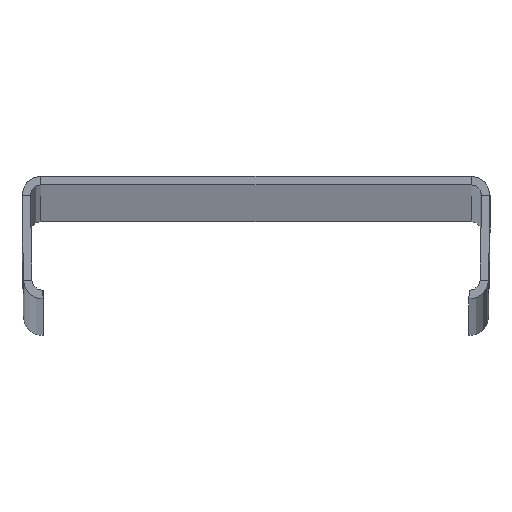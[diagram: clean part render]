
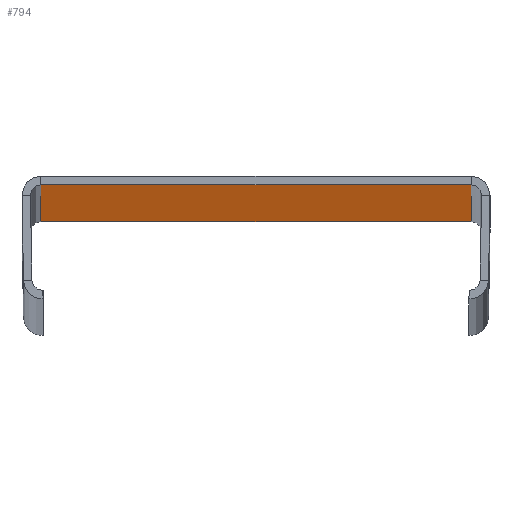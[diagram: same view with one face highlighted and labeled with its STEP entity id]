
A CAD part, top view. The second image highlights one B-rep face of the part: STEP entity #794.
In plain terms, the highlighted planar face has unit normal (0, -1, 0).
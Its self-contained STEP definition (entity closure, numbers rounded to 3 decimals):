
#40 = DIRECTION ( 'NONE',  ( 0., 1., 0. ) ) ;
#66 = DIRECTION ( 'NONE',  ( 1., 0., 0. ) ) ;
#106 = CARTESIAN_POINT ( 'NONE',  ( -20.418, -0.8, 0. ) ) ;
#123 = CARTESIAN_POINT ( 'NONE',  ( 20.418, -0.8, 2000. ) ) ;
#147 = VECTOR ( 'NONE', #293, 1000. ) ;
#152 = EDGE_CURVE ( 'NONE', #351, #222, #285, .T. ) ;
#160 = ORIENTED_EDGE ( 'NONE', *, *, #152, .F. ) ;
#180 = CARTESIAN_POINT ( 'NONE',  ( 20.418, -0.8, 0. ) ) ;
#184 = LINE ( 'NONE', #123, #682 ) ;
#220 = CARTESIAN_POINT ( 'NONE',  ( -20.418, -0.8, 2000. ) ) ;
#222 = VERTEX_POINT ( 'NONE', #1013 ) ;
#250 = EDGE_CURVE ( 'NONE', #647, #596, #955, .T. ) ;
#285 = LINE ( 'NONE', #220, #469 ) ;
#291 = AXIS2_PLACEMENT_3D ( 'NONE', #1030, #40, #742 ) ;
#293 = DIRECTION ( 'NONE',  ( 1., 0., 0. ) ) ;
#321 = ORIENTED_EDGE ( 'NONE', *, *, #737, .T. ) ;
#333 = FACE_OUTER_BOUND ( 'NONE', #656, .T. ) ;
#351 = VERTEX_POINT ( 'NONE', #859 ) ;
#395 = LINE ( 'NONE', #949, #451 ) ;
#451 = VECTOR ( 'NONE', #790, 1000. ) ;
#466 = PLANE ( 'NONE',  #291 ) ;
#469 = VECTOR ( 'NONE', #66, 1000. ) ;
#596 = VERTEX_POINT ( 'NONE', #180 ) ;
#647 = VERTEX_POINT ( 'NONE', #714 ) ;
#656 = EDGE_LOOP ( 'NONE', ( #1059, #1065, #160, #321 ) ) ;
#682 = VECTOR ( 'NONE', #831, 1000. ) ;
#714 = CARTESIAN_POINT ( 'NONE',  ( -20.418, -0.8, 0. ) ) ;
#737 = EDGE_CURVE ( 'NONE', #351, #647, #395, .T. ) ;
#742 = DIRECTION ( 'NONE',  ( -1., 0., 0. ) ) ;
#790 = DIRECTION ( 'NONE',  ( 0., 0., -1. ) ) ;
#794 = ADVANCED_FACE ( 'NONE', ( #333 ), #466, .F. ) ;
#831 = DIRECTION ( 'NONE',  ( 0., 0., -1. ) ) ;
#859 = CARTESIAN_POINT ( 'NONE',  ( -20.418, -0.8, 2000. ) ) ;
#948 = EDGE_CURVE ( 'NONE', #222, #596, #184, .T. ) ;
#949 = CARTESIAN_POINT ( 'NONE',  ( -20.418, -0.8, 2000. ) ) ;
#955 = LINE ( 'NONE', #106, #147 ) ;
#1013 = CARTESIAN_POINT ( 'NONE',  ( 20.418, -0.8, 2000. ) ) ;
#1030 = CARTESIAN_POINT ( 'NONE',  ( -20.418, -0.8, 2000. ) ) ;
#1059 = ORIENTED_EDGE ( 'NONE', *, *, #250, .T. ) ;
#1065 = ORIENTED_EDGE ( 'NONE', *, *, #948, .F. ) ;
